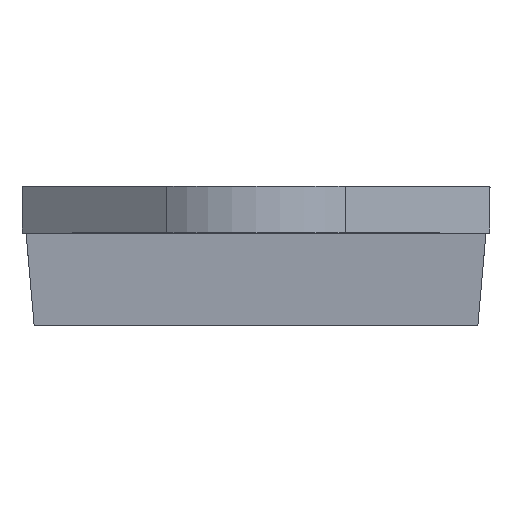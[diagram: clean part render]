
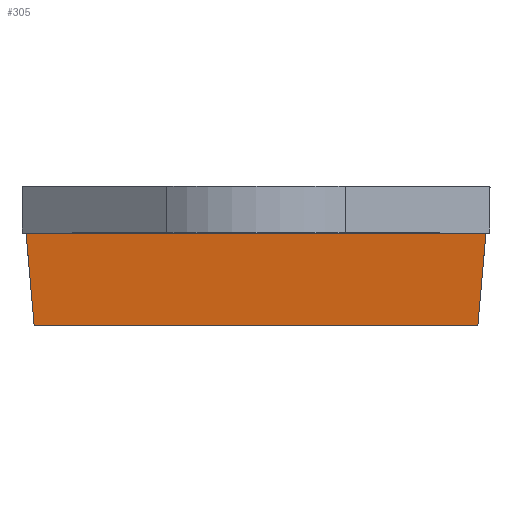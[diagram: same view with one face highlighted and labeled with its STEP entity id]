
A CAD part, top view. The second image highlights one B-rep face of the part: STEP entity #305.
In plain terms, the highlighted planar face has unit normal (0, -0.087, 0.996).
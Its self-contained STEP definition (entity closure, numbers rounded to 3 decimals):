
#305=ADVANCED_FACE('',(#751),#753,.F.);
#751=FACE_BOUND('',#752,.T.);
#752=EDGE_LOOP('',(#1091,#1092,#1093,#1094));
#753=PLANE('',#754);
#754=AXIS2_PLACEMENT_3D('',#755,#756,#757);
#755=CARTESIAN_POINT('',(7.348,-1.45,16.198));
#756=DIRECTION('',(0.,0.087,-0.996));
#757=DIRECTION('',(-1.,0.,0.));
#1091=ORIENTED_EDGE('',*,*,#1287,.F.);
#1092=ORIENTED_EDGE('',*,*,#1301,.F.);
#1093=ORIENTED_EDGE('',*,*,#1269,.F.);
#1094=ORIENTED_EDGE('',*,*,#1302,.T.);
#1269=EDGE_CURVE('',#1426,#1428,#1429,.T.);
#1287=EDGE_CURVE('',#1460,#1443,#1462,.F.);
#1301=EDGE_CURVE('',#1428,#1460,#1484,.T.);
#1302=EDGE_CURVE('',#1426,#1443,#1485,.T.);
#1426=VERTEX_POINT('',#1725);
#1428=VERTEX_POINT('',#1729);
#1429=LINE('',#1730,#1731);
#1443=VERTEX_POINT('',#1762);
#1460=VERTEX_POINT('',#1795);
#1462=LINE('',#1799,#1800);
#1484=LINE('',#1849,#1850);
#1485=LINE('',#1852,#1853);
#1725=CARTESIAN_POINT('',(7.348,-1.45,16.198));
#1729=CARTESIAN_POINT('',(-7.348,-1.45,16.198));
#1730=CARTESIAN_POINT('',(7.348,-1.45,16.198));
#1731=VECTOR('',#1732,1.);
#1732=DIRECTION('',(-1.,0.,0.));
#1762=CARTESIAN_POINT('',(7.614,1.6,16.464));
#1795=CARTESIAN_POINT('',(-7.614,1.6,16.464));
#1799=CARTESIAN_POINT('',(7.614,1.6,16.464));
#1800=VECTOR('',#1801,1.);
#1801=DIRECTION('',(-1.,0.,0.));
#1849=CARTESIAN_POINT('',(-7.348,-1.45,16.198));
#1850=VECTOR('',#1851,1.);
#1851=DIRECTION('',(-0.087,0.992,0.087));
#1852=CARTESIAN_POINT('',(7.348,-1.45,16.198));
#1853=VECTOR('',#1854,1.);
#1854=DIRECTION('',(0.087,0.992,0.087));
